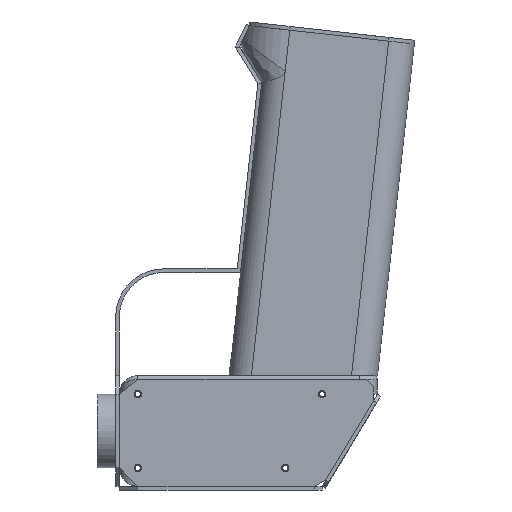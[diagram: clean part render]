
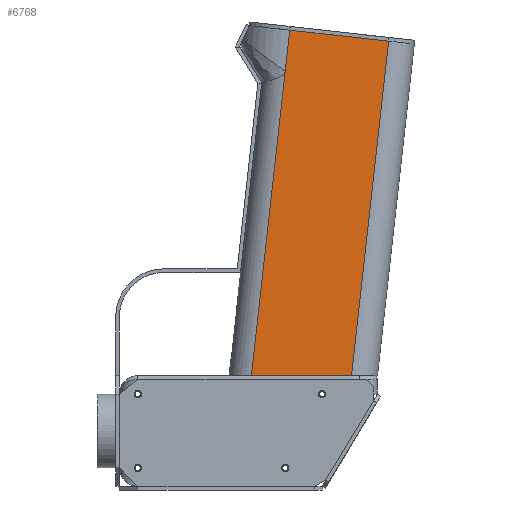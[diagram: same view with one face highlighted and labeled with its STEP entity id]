
A CAD part, front view. The second image highlights one B-rep face of the part: STEP entity #6768.
In plain terms, the highlighted planar face has unit normal (0, -1, 0).
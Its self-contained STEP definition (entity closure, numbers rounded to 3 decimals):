
#215=PLANE('',#7190);
#464=FACE_OUTER_BOUND('',#841,.T.);
#841=EDGE_LOOP('',(#4725,#4726,#4727,#4728,#4729));
#1313=LINE('',#9882,#2023);
#1314=LINE('',#9890,#2024);
#1321=LINE('',#9910,#2031);
#1331=LINE('',#9996,#2041);
#1336=LINE('',#10006,#2046);
#2023=VECTOR('',#7874,10.);
#2024=VECTOR('',#7877,10.);
#2031=VECTOR('',#7894,10.);
#2041=VECTOR('',#7916,10.);
#2046=VECTOR('',#7925,10.);
#2976=VERTEX_POINT('',#9850);
#2983=VERTEX_POINT('',#9880);
#2985=VERTEX_POINT('',#9889);
#2993=VERTEX_POINT('',#9908);
#3002=VERTEX_POINT('',#9995);
#3651=EDGE_CURVE('',#2976,#2983,#1313,.T.);
#3653=EDGE_CURVE('',#2985,#2976,#1314,.T.);
#3664=EDGE_CURVE('',#2983,#2993,#1321,.T.);
#3678=EDGE_CURVE('',#3002,#2985,#1331,.T.);
#3684=EDGE_CURVE('',#3002,#2993,#1336,.T.);
#4725=ORIENTED_EDGE('',*,*,#3653,.T.);
#4726=ORIENTED_EDGE('',*,*,#3651,.T.);
#4727=ORIENTED_EDGE('',*,*,#3664,.T.);
#4728=ORIENTED_EDGE('',*,*,#3684,.F.);
#4729=ORIENTED_EDGE('',*,*,#3678,.T.);
#6768=ADVANCED_FACE('',(#464),#215,.T.);
#7190=AXIS2_PLACEMENT_3D('',#10005,#7923,#7924);
#7874=DIRECTION('',(-0.11,0.,-0.994));
#7877=DIRECTION('',(-0.11,0.,-0.994));
#7894=DIRECTION('',(1.,0.,0.));
#7916=DIRECTION('',(-0.994,0.,0.11));
#7923=DIRECTION('center_axis',(0.,-1.,0.));
#7924=DIRECTION('ref_axis',(0.,0.,-1.));
#7925=DIRECTION('',(-0.11,0.,-0.994));
#9850=CARTESIAN_POINT('',(-25.04,-13.,82.51));
#9880=CARTESIAN_POINT('',(-34.208,-13.,0.));
#9882=CARTESIAN_POINT('',(-23.791,-13.,93.755));
#9889=CARTESIAN_POINT('',(-23.791,-13.,93.755));
#9890=CARTESIAN_POINT('',(-23.791,-13.,93.755));
#9908=CARTESIAN_POINT('',(-7.043,-13.,0.));
#9910=CARTESIAN_POINT('',(0.,-13.,0.));
#9995=CARTESIAN_POINT('',(3.043,-13.,90.773));
#9996=CARTESIAN_POINT('',(10.,-13.,90.));
#10005=CARTESIAN_POINT('Origin',(-15.123,-13.,47.209));
#10006=CARTESIAN_POINT('',(-4.459,-13.,23.26));
